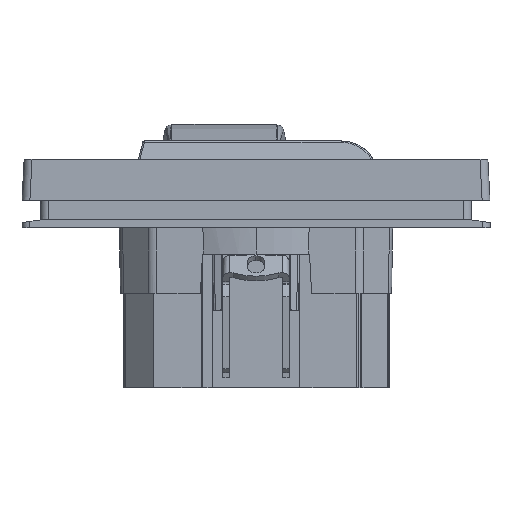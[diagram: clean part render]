
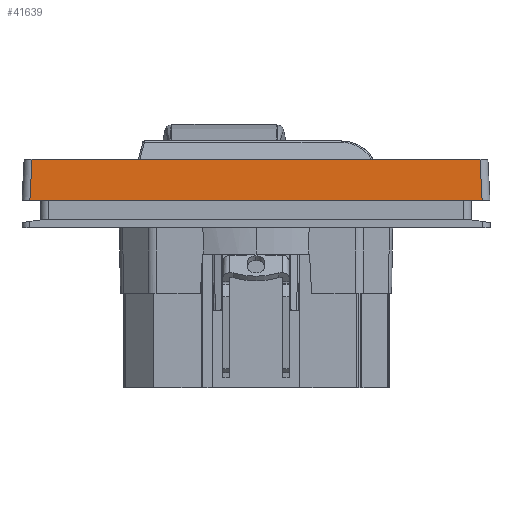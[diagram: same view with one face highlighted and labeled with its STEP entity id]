
A CAD part, left-side view. The second image highlights one B-rep face of the part: STEP entity #41639.
In plain terms, the highlighted planar face has unit normal (-1, 0, 0.018).
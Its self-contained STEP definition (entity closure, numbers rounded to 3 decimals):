
#2276 = CARTESIAN_POINT ( 'NONE',  ( -843.119, 100., 10.2 ) ) ;
#4280 = CARTESIAN_POINT ( 'NONE',  ( -843.232, 100., 3.7 ) ) ;
#4853 = VECTOR ( 'NONE', #43722, 1000. ) ;
#4899 = CARTESIAN_POINT ( 'NONE',  ( -843.096, 57.409, 11.5 ) ) ;
#8688 = CARTESIAN_POINT ( 'NONE',  ( -843.232, 142.999, 3.7 ) ) ;
#11262 = DIRECTION ( 'NONE',  ( -1., 0., 0.017 ) ) ;
#12533 = PLANE ( 'NONE',  #33438 ) ;
#13695 = CARTESIAN_POINT ( 'NONE',  ( -843.08, 57.458, 12.434 ) ) ;
#13783 = CARTESIAN_POINT ( 'NONE',  ( -843.096, -0.5, 11.5 ) ) ;
#14669 = VERTEX_POINT ( 'NONE', #4899 ) ;
#17828 = ORIENTED_EDGE ( 'NONE', *, *, #23579, .F. ) ;
#18122 = LINE ( 'NONE', #52394, #4853 ) ;
#21341 = EDGE_CURVE ( 'NONE', #35255, #14669, #57962, .T. ) ;
#21849 = DIRECTION ( 'NONE',  ( 0., 1., 0. ) ) ;
#23579 = EDGE_CURVE ( 'NONE', #24127, #28208, #28017, .T. ) ;
#24127 = VERTEX_POINT ( 'NONE', #46653 ) ;
#27922 = VECTOR ( 'NONE', #58295, 1000. ) ;
#28017 = LINE ( 'NONE', #4280, #29092 ) ;
#28208 = VERTEX_POINT ( 'NONE', #8688 ) ;
#29092 = VECTOR ( 'NONE', #62265, 1000. ) ;
#29539 = EDGE_CURVE ( 'NONE', #28208, #35255, #18122, .T. ) ;
#33438 = AXIS2_PLACEMENT_3D ( 'NONE', #2276, #11262, #21849 ) ;
#35255 = VERTEX_POINT ( 'NONE', #54625 ) ;
#39391 = ORIENTED_EDGE ( 'NONE', *, *, #53690, .T. ) ;
#41639 = ADVANCED_FACE ( 'NONE', ( #58691 ), #12533, .T. ) ;
#42854 = LINE ( 'NONE', #13695, #44884 ) ;
#43722 = DIRECTION ( 'NONE',  ( 0.017, -0.052, 0.998 ) ) ;
#44884 = VECTOR ( 'NONE', #61750, 1000. ) ;
#46653 = CARTESIAN_POINT ( 'NONE',  ( -843.232, 57.001, 3.7 ) ) ;
#48166 = ORIENTED_EDGE ( 'NONE', *, *, #21341, .F. ) ;
#52394 = CARTESIAN_POINT ( 'NONE',  ( -843.08, 142.542, 12.434 ) ) ;
#53690 = EDGE_CURVE ( 'NONE', #24127, #14669, #42854, .T. ) ;
#54625 = CARTESIAN_POINT ( 'NONE',  ( -843.096, 142.591, 11.5 ) ) ;
#57962 = LINE ( 'NONE', #13783, #27922 ) ;
#58295 = DIRECTION ( 'NONE',  ( 0., -1., 0. ) ) ;
#58691 = FACE_OUTER_BOUND ( 'NONE', #59881, .T. ) ;
#59547 = ORIENTED_EDGE ( 'NONE', *, *, #29539, .F. ) ;
#59881 = EDGE_LOOP ( 'NONE', ( #48166, #59547, #17828, #39391 ) ) ;
#61750 = DIRECTION ( 'NONE',  ( 0.017, 0.052, 0.998 ) ) ;
#62265 = DIRECTION ( 'NONE',  ( 0., 1., 0. ) ) ;
